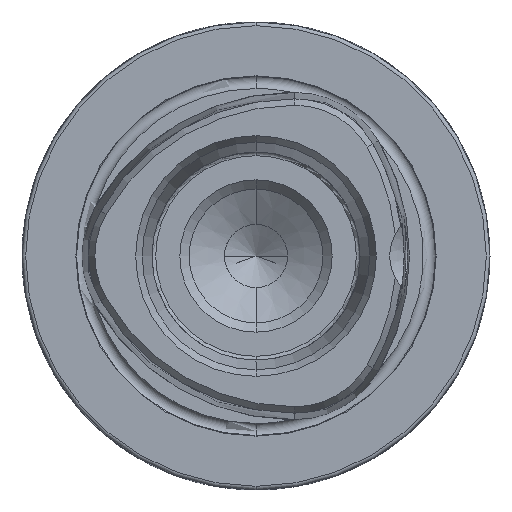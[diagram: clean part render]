
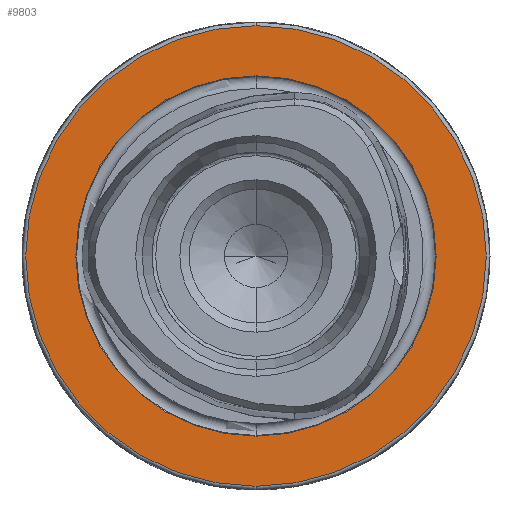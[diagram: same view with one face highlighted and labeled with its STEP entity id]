
A CAD part, left-side view. The second image highlights one B-rep face of the part: STEP entity #9803.
In plain terms, the highlighted planar face has unit normal (-1, 0, 0).
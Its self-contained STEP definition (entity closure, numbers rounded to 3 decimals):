
#69 = EDGE_CURVE ( 'NONE', #427, #461, #1386, .T. ) ;
#394 = EDGE_CURVE ( 'NONE', #414, #5010, #8756, .T. ) ;
#414 = VERTEX_POINT ( 'NONE', #1637 ) ;
#427 = VERTEX_POINT ( 'NONE', #1893 ) ;
#461 = VERTEX_POINT ( 'NONE', #2159 ) ;
#1198 = AXIS2_PLACEMENT_3D ( 'NONE', #7280, #7542, #7537 ) ;
#1200 = EDGE_CURVE ( 'NONE', #461, #427, #4551, .T. ) ;
#1242 = EDGE_CURVE ( 'NONE', #5010, #414, #4548, .T. ) ;
#1386 = CIRCLE ( 'NONE', #1198, 24.25 ) ;
#1429 = EDGE_LOOP ( 'NONE', ( #4699, #4695 ) ) ;
#1626 = CARTESIAN_POINT ( 'NONE',  ( 0., 0., 0. ) ) ;
#1637 = CARTESIAN_POINT ( 'NONE',  ( 0., 0., 31. ) ) ;
#1893 = CARTESIAN_POINT ( 'NONE',  ( 0., 0., -24.25 ) ) ;
#2090 = DIRECTION ( 'NONE',  ( 0., 0., 1. ) ) ;
#2100 = DIRECTION ( 'NONE',  ( -1., 0., 0. ) ) ;
#2159 = CARTESIAN_POINT ( 'NONE',  ( 0., 0., 24.25 ) ) ;
#2360 = EDGE_LOOP ( 'NONE', ( #4717, #4704 ) ) ;
#3260 = FACE_BOUND ( 'NONE', #1429, .T. ) ;
#3269 = FACE_OUTER_BOUND ( 'NONE', #2360, .T. ) ;
#4548 = CIRCLE ( 'NONE', #10218, 31. ) ;
#4551 = CIRCLE ( 'NONE', #10224, 24.25 ) ;
#4695 = ORIENTED_EDGE ( 'NONE', *, *, #69, .F. ) ;
#4699 = ORIENTED_EDGE ( 'NONE', *, *, #1200, .F. ) ;
#4704 = ORIENTED_EDGE ( 'NONE', *, *, #1242, .T. ) ;
#4717 = ORIENTED_EDGE ( 'NONE', *, *, #394, .T. ) ;
#4980 = AXIS2_PLACEMENT_3D ( 'NONE', #5997, #5979, #5971 ) ;
#5010 = VERTEX_POINT ( 'NONE', #6882 ) ;
#5950 = PLANE ( 'NONE',  #4980 ) ;
#5971 = DIRECTION ( 'NONE',  ( 0., 0., -1. ) ) ;
#5979 = DIRECTION ( 'NONE',  ( 1., 0., 0. ) ) ;
#5997 = CARTESIAN_POINT ( 'NONE',  ( 0., 24.25, 0. ) ) ;
#6882 = CARTESIAN_POINT ( 'NONE',  ( 0., 0., -31. ) ) ;
#6908 = DIRECTION ( 'NONE',  ( -1., 0., 0. ) ) ;
#6929 = CARTESIAN_POINT ( 'NONE',  ( 0., 0., 0. ) ) ;
#7050 = CARTESIAN_POINT ( 'NONE',  ( 0., 0., 0. ) ) ;
#7087 = DIRECTION ( 'NONE',  ( 0., 0., 1. ) ) ;
#7144 = DIRECTION ( 'NONE',  ( -1., 0., 0. ) ) ;
#7145 = DIRECTION ( 'NONE',  ( 0., 0., 1. ) ) ;
#7280 = CARTESIAN_POINT ( 'NONE',  ( 0., 0., 0. ) ) ;
#7537 = DIRECTION ( 'NONE',  ( 0., 0., 1. ) ) ;
#7542 = DIRECTION ( 'NONE',  ( -1., 0., 0. ) ) ;
#8756 = CIRCLE ( 'NONE', #10133, 31. ) ;
#9803 = ADVANCED_FACE ( 'NONE', ( #3260, #3269 ), #5950, .F. ) ;
#10133 = AXIS2_PLACEMENT_3D ( 'NONE', #1626, #2100, #2090 ) ;
#10218 = AXIS2_PLACEMENT_3D ( 'NONE', #6929, #6908, #7087 ) ;
#10224 = AXIS2_PLACEMENT_3D ( 'NONE', #7050, #7144, #7145 ) ;
